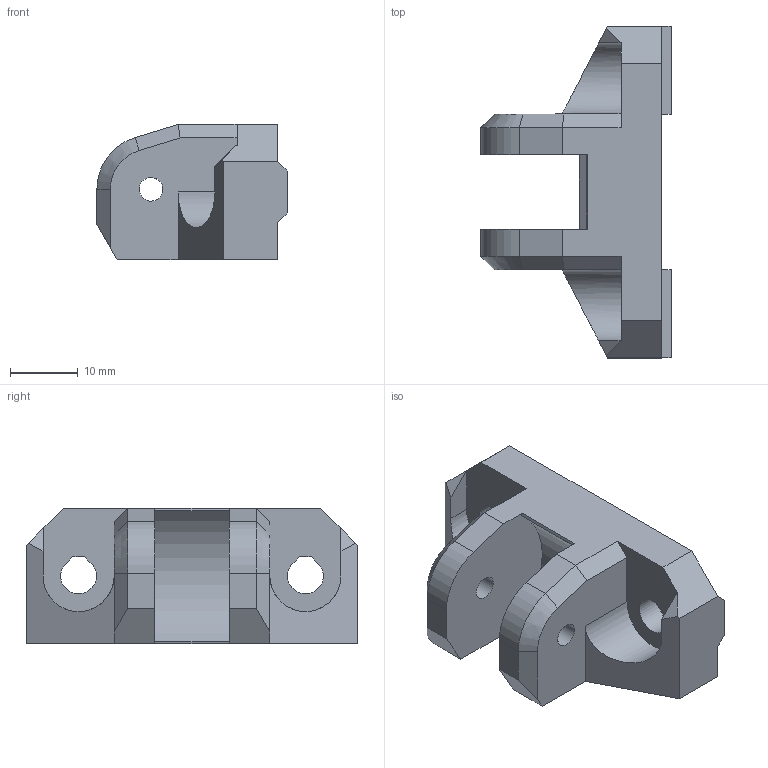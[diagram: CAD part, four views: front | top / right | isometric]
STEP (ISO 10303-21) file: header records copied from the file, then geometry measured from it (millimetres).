
FILE_DESCRIPTION(/* description */ (''),/* implementation_level */ '2;1');
FILE_NAME(/* name */ 'y_idler.step',/* time_stamp */ '2017-11-09T15:06:41+01:00',/* author */ ('gregsaun'),/* organization */ (''),/* preprocessor_version */ 'ST-DEVELOPER v16.13',/* originating_system */ 'Autodesk Translation Framework v6.5.0.72',/* authorisation */ '');
FILE_SCHEMA (('AUTOMOTIVE_DESIGN { 1 0 10303 214 3 1 1 }'));
Length unit declared in the file: millimetre
Products named in the file (1): y_idler
Bounding box: 28.1 x 49 x 20 mm (x, y, z)
Volume: 10742.3 mm3; surface area: 5830.1 mm2
Topology: 1 solids, 6 shells, 97 faces, 245 edges, 161 vertices
Faces by surface type: plane 86, cylinder 9, cone 2
Full cylindrical faces by diameter (mm): 3.5 x2
Entity records: 2910 total; most frequent: CARTESIAN_POINT 504, ORIENTED_EDGE 490, DIRECTION 462, EDGE_CURVE 245, LINE 224, VECTOR 224, VERTEX_POINT 161, AXIS2_PLACEMENT_3D 119
